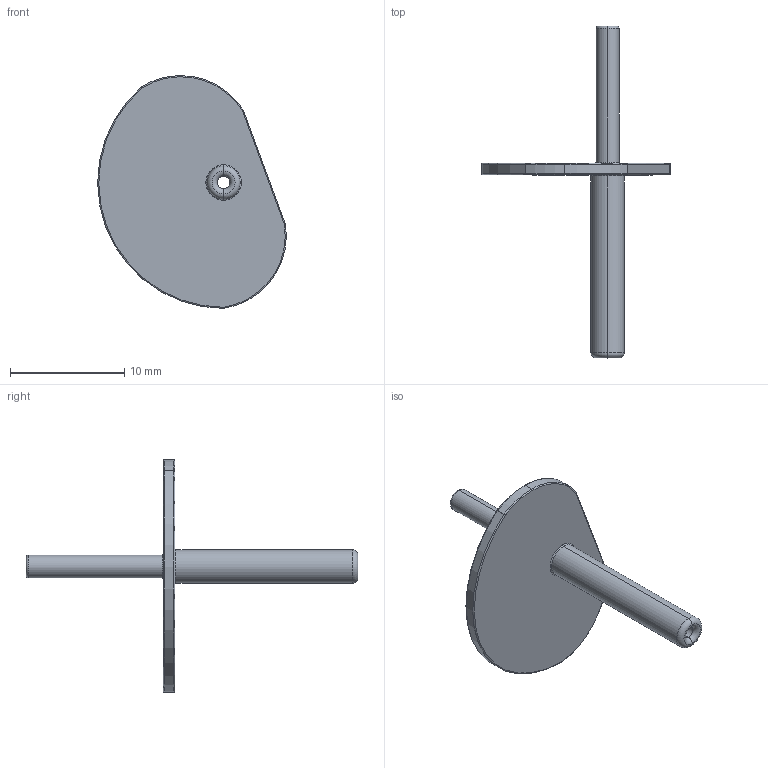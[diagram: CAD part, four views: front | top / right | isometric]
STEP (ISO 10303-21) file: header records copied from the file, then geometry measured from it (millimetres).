
FILE_DESCRIPTION (( 'STEP AP203' ), '1' );
FILE_NAME ('fgate3.STEP', '2021-03-28T03:19:27', ( '' ), ( '' ), 'SwSTEP 2.0', 'SolidWorks 2020', '' );
FILE_SCHEMA (( 'CONFIG_CONTROL_DESIGN' ));
Length unit declared in the file: millimetre
Products named in the file (1): fgate3
Bounding box: 16.48 x 29 x 20.34 mm (x, y, z)
Volume: 365.8 mm3; surface area: 869.8 mm2
Topology: 1 solids, 1 shells, 46 faces, 99 edges, 47 vertices
Faces by surface type: torus 19, cylinder 16, sphere 8, plane 3
Entity records: 1260 total; most frequent: DIRECTION 257, CARTESIAN_POINT 185, ORIENTED_EDGE 182, AXIS2_PLACEMENT_3D 119, EDGE_CURVE 91, CIRCLE 72, EDGE_LOOP 48, VERTEX_POINT 47
